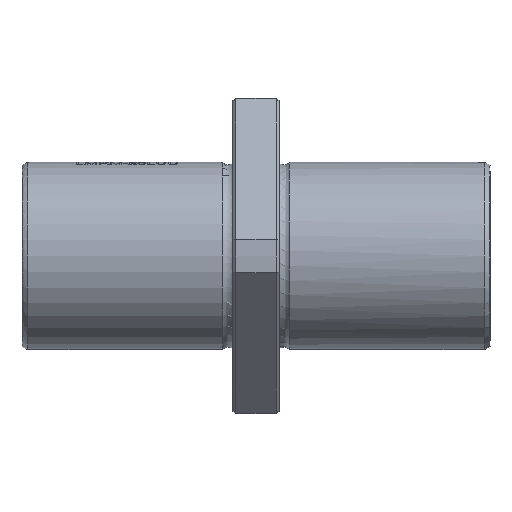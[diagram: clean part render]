
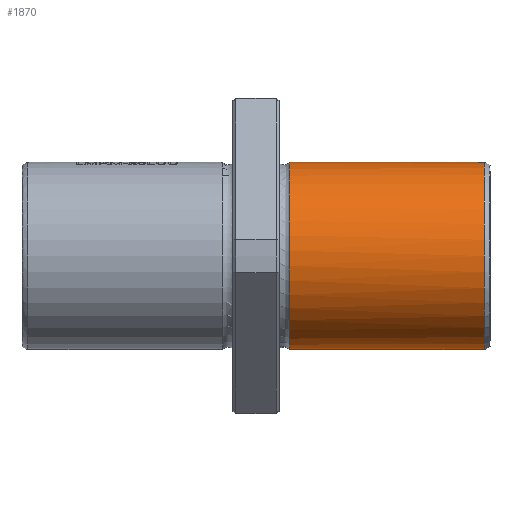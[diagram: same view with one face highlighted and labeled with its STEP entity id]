
A CAD part, front view. The second image highlights one B-rep face of the part: STEP entity #1870.
In plain terms, the highlighted cylindrical face has radius 16 mm (diameter 32 mm), a full revolution.
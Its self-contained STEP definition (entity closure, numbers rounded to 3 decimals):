
#1369=CIRCLE('',#7596,16.);
#1434=CYLINDRICAL_SURFACE('',#7597,16.);
#1870=ADVANCED_FACE('',(#2551,#2552),#1434,.T.);
#2551=FACE_BOUND('',#2683,.T.);
#2552=FACE_BOUND('',#2684,.T.);
#2683=EDGE_LOOP('',(#3263));
#2684=EDGE_LOOP('',(#3264,#3265));
#3263=ORIENTED_EDGE('',*,*,#6046,.T.);
#3264=ORIENTED_EDGE('',*,*,#6047,.F.);
#3265=ORIENTED_EDGE('',*,*,#6048,.F.);
#5309=VERTEX_POINT('',#9924);
#5310=VERTEX_POINT('',#9935);
#5311=VERTEX_POINT('',#9936);
#6046=EDGE_CURVE('',#5309,#5309,#1369,.T.);
#6047=EDGE_CURVE('',#5310,#5311,#7103,.T.);
#6048=EDGE_CURVE('',#5311,#5310,#7104,.T.);
#7103=B_SPLINE_CURVE_WITH_KNOTS('',3,(#9925,#9926,#9927,#9928,#9929,#9930,
#9931,#9932,#9933,#9934),.UNSPECIFIED.,.F.,.F.,(4,2,2,2,4),(0.,0.25,0.5,
0.75,1.),.UNSPECIFIED.);
#7104=B_SPLINE_CURVE_WITH_KNOTS('',3,(#9937,#9938,#9939,#9940,#9941,#9942,
#9943,#9944,#9945,#9946),.UNSPECIFIED.,.F.,.F.,(4,2,2,2,4),(0.,0.25,0.5,
0.75,1.),.UNSPECIFIED.);
#7596=AXIS2_PLACEMENT_3D('',#9923,#8024,#8025);
#7597=AXIS2_PLACEMENT_3D('',#9947,#8026,#8027);
#8024=DIRECTION('',(-1.,0.,0.));
#8025=DIRECTION('',(0.,0.,1.));
#8026=DIRECTION('',(1.,0.,0.));
#8027=DIRECTION('',(0.,0.,-1.));
#9923=CARTESIAN_POINT('',(42.999,0.,0.));
#9924=CARTESIAN_POINT('',(42.999,0.,16.));
#9925=CARTESIAN_POINT('',(9.72,0.,16.));
#9926=CARTESIAN_POINT('',(9.72,4.189,16.));
#9927=CARTESIAN_POINT('',(9.72,8.352,14.276));
#9928=CARTESIAN_POINT('',(9.72,14.276,8.352));
#9929=CARTESIAN_POINT('',(9.72,16.,4.189));
#9930=CARTESIAN_POINT('',(9.72,16.,-4.189));
#9931=CARTESIAN_POINT('',(9.72,14.276,-8.352));
#9932=CARTESIAN_POINT('',(9.72,8.352,-14.276));
#9933=CARTESIAN_POINT('',(9.72,4.189,-16.));
#9934=CARTESIAN_POINT('',(9.72,0.,-16.));
#9935=CARTESIAN_POINT('',(9.72,0.,16.));
#9936=CARTESIAN_POINT('',(9.72,0.,-16.));
#9937=CARTESIAN_POINT('',(9.72,0.,-16.));
#9938=CARTESIAN_POINT('',(9.72,-4.189,-16.));
#9939=CARTESIAN_POINT('',(9.72,-8.352,-14.276));
#9940=CARTESIAN_POINT('',(9.72,-14.276,-8.352));
#9941=CARTESIAN_POINT('',(9.72,-16.,-4.189));
#9942=CARTESIAN_POINT('',(9.72,-16.,4.189));
#9943=CARTESIAN_POINT('',(9.72,-14.276,8.352));
#9944=CARTESIAN_POINT('',(9.72,-8.352,14.276));
#9945=CARTESIAN_POINT('',(9.72,-4.189,16.));
#9946=CARTESIAN_POINT('',(9.72,0.,16.));
#9947=CARTESIAN_POINT('',(9.72,0.,0.));
